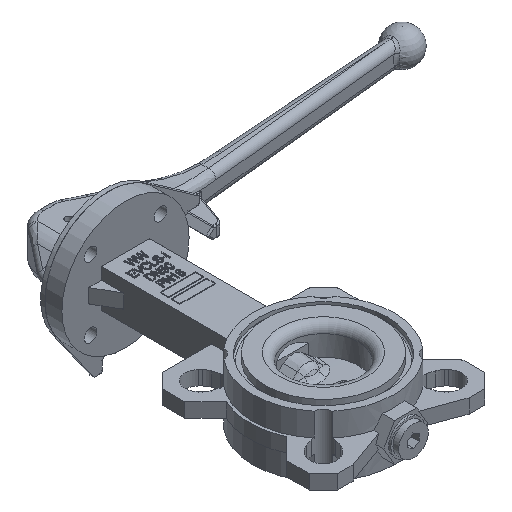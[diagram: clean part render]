
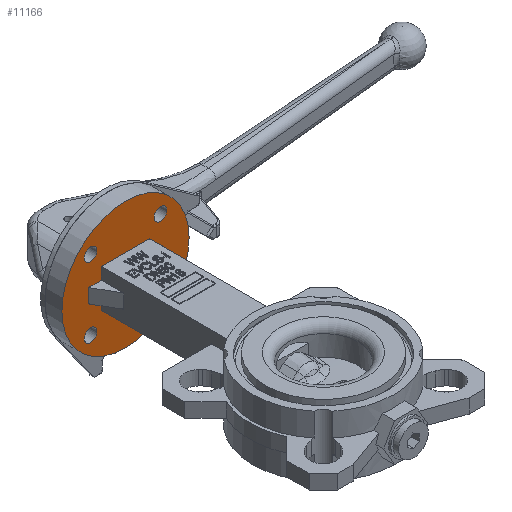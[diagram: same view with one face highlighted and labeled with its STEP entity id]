
A CAD part, isometric view. The second image highlights one B-rep face of the part: STEP entity #11166.
In plain terms, the highlighted planar face has unit normal (0, -1, 0).
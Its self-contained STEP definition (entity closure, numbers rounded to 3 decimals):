
#135=FACE_BOUND('',#1863,.T.);
#136=FACE_BOUND('',#1864,.T.);
#137=FACE_BOUND('',#1865,.T.);
#138=FACE_BOUND('',#1866,.T.);
#139=FACE_BOUND('',#1867,.T.);
#321=PLANE('',#12071);
#1221=FACE_OUTER_BOUND('',#1862,.T.);
#1862=EDGE_LOOP('',(#8607));
#1863=EDGE_LOOP('',(#8608,#8609,#8610,#8611,#8612,#8613,#8614,#8615,#8616,
#8617,#8618,#8619));
#1864=EDGE_LOOP('',(#8620));
#1865=EDGE_LOOP('',(#8621));
#1866=EDGE_LOOP('',(#8622));
#1867=EDGE_LOOP('',(#8623));
#2540=LINE('',#19552,#3482);
#2680=LINE('',#20872,#3622);
#2681=LINE('',#20874,#3623);
#2682=LINE('',#20876,#3624);
#2683=LINE('',#20878,#3625);
#2684=LINE('',#20880,#3626);
#2685=LINE('',#20882,#3627);
#2686=LINE('',#20884,#3628);
#2687=LINE('',#20886,#3629);
#2688=LINE('',#20888,#3630);
#2689=LINE('',#20889,#3631);
#2690=LINE('',#20890,#3632);
#3482=VECTOR('',#13670,1000.);
#3622=VECTOR('',#13866,1000.);
#3623=VECTOR('',#13867,1000.);
#3624=VECTOR('',#13868,1000.);
#3625=VECTOR('',#13869,1000.);
#3626=VECTOR('',#13870,1000.);
#3627=VECTOR('',#13871,1000.);
#3628=VECTOR('',#13872,1000.);
#3629=VECTOR('',#13873,1000.);
#3630=VECTOR('',#13874,1000.);
#3631=VECTOR('',#13875,1000.);
#3632=VECTOR('',#13876,1000.);
#4392=CIRCLE('',#11975,4.5);
#4394=CIRCLE('',#11978,4.5);
#4396=CIRCLE('',#11981,4.5);
#4398=CIRCLE('',#11984,4.5);
#4401=CIRCLE('',#11988,45.);
#4930=VERTEX_POINT('',#19345);
#4932=VERTEX_POINT('',#19351);
#4934=VERTEX_POINT('',#19357);
#4936=VERTEX_POINT('',#19363);
#4939=VERTEX_POINT('',#19371);
#4982=VERTEX_POINT('',#19549);
#4983=VERTEX_POINT('',#19551);
#5199=VERTEX_POINT('',#20870);
#5200=VERTEX_POINT('',#20871);
#5201=VERTEX_POINT('',#20873);
#5202=VERTEX_POINT('',#20875);
#5203=VERTEX_POINT('',#20877);
#5204=VERTEX_POINT('',#20879);
#5205=VERTEX_POINT('',#20881);
#5206=VERTEX_POINT('',#20883);
#5207=VERTEX_POINT('',#20885);
#5208=VERTEX_POINT('',#20887);
#6166=EDGE_CURVE('',#4930,#4930,#4392,.T.);
#6169=EDGE_CURVE('',#4932,#4932,#4394,.T.);
#6172=EDGE_CURVE('',#4934,#4934,#4396,.T.);
#6175=EDGE_CURVE('',#4936,#4936,#4398,.T.);
#6180=EDGE_CURVE('',#4939,#4939,#4401,.T.);
#6250=EDGE_CURVE('',#4982,#4983,#2540,.T.);
#6473=EDGE_CURVE('',#5199,#5200,#2680,.T.);
#6474=EDGE_CURVE('',#5199,#5201,#2681,.T.);
#6475=EDGE_CURVE('',#5201,#5202,#2682,.T.);
#6476=EDGE_CURVE('',#5202,#5203,#2683,.T.);
#6477=EDGE_CURVE('',#5204,#5203,#2684,.T.);
#6478=EDGE_CURVE('',#5205,#5204,#2685,.T.);
#6479=EDGE_CURVE('',#5205,#5206,#2686,.T.);
#6480=EDGE_CURVE('',#5207,#5206,#2687,.T.);
#6481=EDGE_CURVE('',#5208,#5207,#2688,.T.);
#6482=EDGE_CURVE('',#4983,#5208,#2689,.T.);
#6483=EDGE_CURVE('',#4982,#5200,#2690,.T.);
#8607=ORIENTED_EDGE('',*,*,#6180,.F.);
#8608=ORIENTED_EDGE('',*,*,#6473,.F.);
#8609=ORIENTED_EDGE('',*,*,#6474,.T.);
#8610=ORIENTED_EDGE('',*,*,#6475,.T.);
#8611=ORIENTED_EDGE('',*,*,#6476,.T.);
#8612=ORIENTED_EDGE('',*,*,#6477,.F.);
#8613=ORIENTED_EDGE('',*,*,#6478,.F.);
#8614=ORIENTED_EDGE('',*,*,#6479,.T.);
#8615=ORIENTED_EDGE('',*,*,#6480,.F.);
#8616=ORIENTED_EDGE('',*,*,#6481,.F.);
#8617=ORIENTED_EDGE('',*,*,#6482,.F.);
#8618=ORIENTED_EDGE('',*,*,#6250,.F.);
#8619=ORIENTED_EDGE('',*,*,#6483,.T.);
#8620=ORIENTED_EDGE('',*,*,#6166,.T.);
#8621=ORIENTED_EDGE('',*,*,#6169,.T.);
#8622=ORIENTED_EDGE('',*,*,#6172,.T.);
#8623=ORIENTED_EDGE('',*,*,#6175,.T.);
#11166=ADVANCED_FACE('',(#1221,#135,#136,#137,#138,#139),#321,.F.);
#11975=AXIS2_PLACEMENT_3D('',#19346,#13504,#13505);
#11978=AXIS2_PLACEMENT_3D('',#19352,#13511,#13512);
#11981=AXIS2_PLACEMENT_3D('',#19358,#13518,#13519);
#11984=AXIS2_PLACEMENT_3D('',#19364,#13525,#13526);
#11988=AXIS2_PLACEMENT_3D('',#19373,#13535,#13536);
#12071=AXIS2_PLACEMENT_3D('',#20869,#13864,#13865);
#13504=DIRECTION('center_axis',(0.,1.,0.));
#13505=DIRECTION('ref_axis',(0.,0.,1.));
#13511=DIRECTION('center_axis',(0.,1.,0.));
#13512=DIRECTION('ref_axis',(0.,0.,1.));
#13518=DIRECTION('center_axis',(0.,1.,0.));
#13519=DIRECTION('ref_axis',(0.,0.,1.));
#13525=DIRECTION('center_axis',(0.,1.,0.));
#13526=DIRECTION('ref_axis',(0.,0.,1.));
#13535=DIRECTION('center_axis',(0.,1.,0.));
#13536=DIRECTION('ref_axis',(0.,0.,1.));
#13670=DIRECTION('',(-1.,0.,0.));
#13864=DIRECTION('center_axis',(0.,1.,0.));
#13865=DIRECTION('ref_axis',(0.,0.,1.));
#13866=DIRECTION('',(-1.,0.,0.));
#13867=DIRECTION('',(0.,0.,-1.));
#13868=DIRECTION('',(-1.,0.,0.));
#13869=DIRECTION('',(0.,0.,-1.));
#13870=DIRECTION('',(1.,0.,0.));
#13871=DIRECTION('',(0.,0.,-1.));
#13872=DIRECTION('',(-1.,0.,0.));
#13873=DIRECTION('',(0.,0.,-1.));
#13874=DIRECTION('',(-1.,0.,0.));
#13875=DIRECTION('',(0.,0.,-1.));
#13876=DIRECTION('',(0.,0.,-1.));
#19345=CARTESIAN_POINT('',(-24.749,140.,-29.249));
#19346=CARTESIAN_POINT('Origin',(-24.749,140.,-24.749));
#19351=CARTESIAN_POINT('',(-24.749,140.,20.249));
#19352=CARTESIAN_POINT('Origin',(-24.749,140.,24.749));
#19357=CARTESIAN_POINT('',(24.749,140.,20.249));
#19358=CARTESIAN_POINT('Origin',(24.749,140.,24.749));
#19363=CARTESIAN_POINT('',(24.749,140.,-29.249));
#19364=CARTESIAN_POINT('Origin',(24.749,140.,-24.749));
#19371=CARTESIAN_POINT('',(0.,140.,-45.));
#19373=CARTESIAN_POINT('Origin',(0.,140.,0.));
#19549=CARTESIAN_POINT('',(17.,140.,13.5));
#19551=CARTESIAN_POINT('',(-17.,140.,13.5));
#19552=CARTESIAN_POINT('',(7.794,140.,13.5));
#20869=CARTESIAN_POINT('Origin',(0.,140.,0.));
#20870=CARTESIAN_POINT('',(26.,140.,5.));
#20871=CARTESIAN_POINT('',(17.,140.,5.));
#20872=CARTESIAN_POINT('',(-26.,140.,5.));
#20873=CARTESIAN_POINT('',(26.,140.,-5.));
#20874=CARTESIAN_POINT('',(26.,140.,5.));
#20875=CARTESIAN_POINT('',(17.,140.,-5.));
#20876=CARTESIAN_POINT('',(-26.,140.,-5.));
#20877=CARTESIAN_POINT('',(17.,140.,-13.5));
#20878=CARTESIAN_POINT('',(17.,140.,13.5));
#20879=CARTESIAN_POINT('',(-17.,140.,-13.5));
#20880=CARTESIAN_POINT('',(-7.794,140.,-13.5));
#20881=CARTESIAN_POINT('',(-17.,140.,-5.));
#20882=CARTESIAN_POINT('',(-17.,140.,13.5));
#20883=CARTESIAN_POINT('',(-26.,140.,-5.));
#20884=CARTESIAN_POINT('',(-26.,140.,-5.));
#20885=CARTESIAN_POINT('',(-26.,140.,5.));
#20886=CARTESIAN_POINT('',(-26.,140.,5.));
#20887=CARTESIAN_POINT('',(-17.,140.,5.));
#20888=CARTESIAN_POINT('',(-26.,140.,5.));
#20889=CARTESIAN_POINT('',(-17.,140.,13.5));
#20890=CARTESIAN_POINT('',(17.,140.,13.5));
